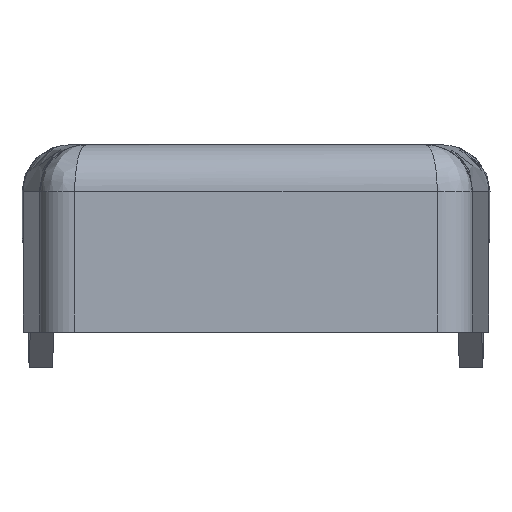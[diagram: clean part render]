
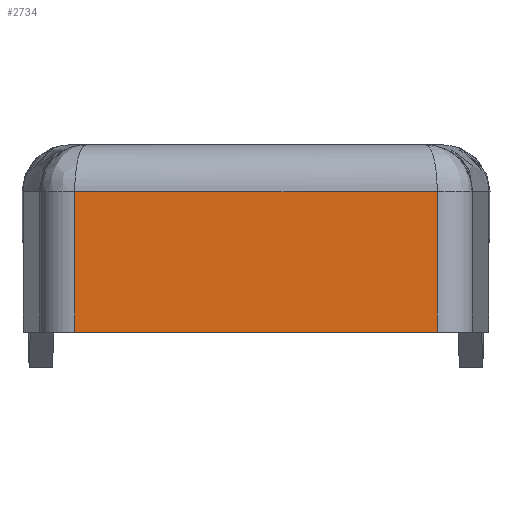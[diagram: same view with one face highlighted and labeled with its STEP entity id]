
A CAD part, left-side view. The second image highlights one B-rep face of the part: STEP entity #2734.
In plain terms, the highlighted free-form (B-spline) face has degree [1, 1] with [2, 2] control points.
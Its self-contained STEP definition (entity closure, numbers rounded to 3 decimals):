
#2085=CARTESIAN_POINT('',(-78.0,7.745,6.0));
#2086=VERTEX_POINT('',#2085);
#2196=CARTESIAN_POINT('',(-78.0,-7.746,6.0));
#2197=VERTEX_POINT('',#2196);
#2515=CARTESIAN_POINT('',(-78.0,7.745,0.0));
#2516=VERTEX_POINT('',#2515);
#2517=CARTESIAN_POINT('',(-78.0,7.745,6.0));
#2518=CARTESIAN_POINT('',(-78.0,7.745,0.0));
#2519=QUASI_UNIFORM_CURVE('',1,(#2517,#2518),.UNSPECIFIED.,.F.,.U.);
#2520=EDGE_CURVE('',#2086,#2516,#2519,.T.);
#2568=CARTESIAN_POINT('',(-78.0,-7.746,0.0));
#2569=VERTEX_POINT('',#2568);
#2570=CARTESIAN_POINT('',(-78.0,-7.746,0.0));
#2571=CARTESIAN_POINT('',(-78.0,-7.746,6.0));
#2572=QUASI_UNIFORM_CURVE('',1,(#2570,#2571),.UNSPECIFIED.,.F.,.U.);
#2573=EDGE_CURVE('',#2569,#2197,#2572,.T.);
#2630=CARTESIAN_POINT('',(-78.0,-7.746,6.0));
#2631=CARTESIAN_POINT('',(-78.0,7.745,6.0));
#2632=QUASI_UNIFORM_CURVE('',1,(#2630,#2631),.UNSPECIFIED.,.F.,.U.);
#2633=EDGE_CURVE('',#2197,#2086,#2632,.T.);
#2719=CARTESIAN_POINT('',(-78.0,8.518,6.3));
#2720=CARTESIAN_POINT('',(-78.0,8.518,-0.3));
#2721=CARTESIAN_POINT('',(-78.0,-8.519,6.3));
#2722=CARTESIAN_POINT('',(-78.0,-8.519,-0.3));
#2723=B_SPLINE_SURFACE_WITH_KNOTS('',1,1,((#2719,#2721),(#2720,#2722)),.UNSPECIFIED.,.F.,.F.,.U.,(2,2),(2,2),(0.0,6.599),(0.0,17.038),.UNSPECIFIED.);
#2724=CARTESIAN_POINT('',(-78.0,-7.746,0.0));
#2725=CARTESIAN_POINT('',(-78.0,7.745,0.0));
#2726=QUASI_UNIFORM_CURVE('',1,(#2724,#2725),.UNSPECIFIED.,.F.,.U.);
#2727=EDGE_CURVE('',#2569,#2516,#2726,.T.);
#2728=ORIENTED_EDGE('',*,*,#2727,.F.);
#2729=ORIENTED_EDGE('',*,*,#2573,.T.);
#2730=ORIENTED_EDGE('',*,*,#2633,.T.);
#2731=ORIENTED_EDGE('',*,*,#2520,.T.);
#2732=EDGE_LOOP('',(#2728,#2729,#2730,#2731));
#2733=FACE_OUTER_BOUND('',#2732,.T.);
#2734=ADVANCED_FACE('',(#2733),#2723,.T.);
